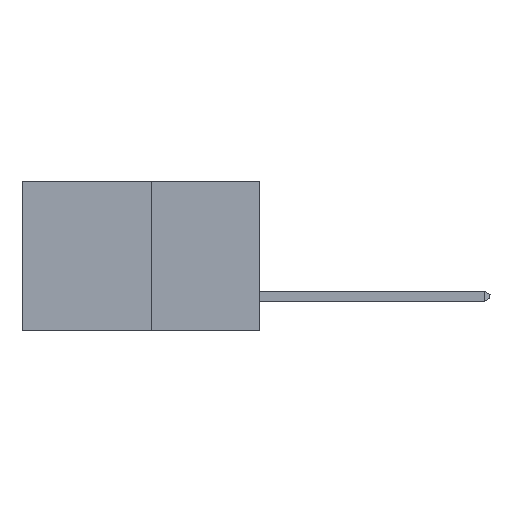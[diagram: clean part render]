
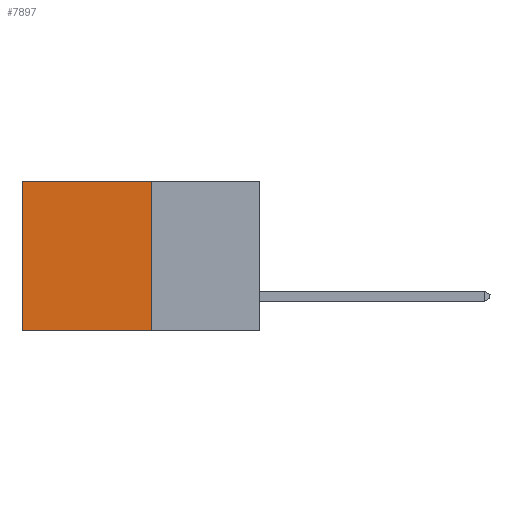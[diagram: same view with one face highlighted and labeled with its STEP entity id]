
A CAD part, left-side view. The second image highlights one B-rep face of the part: STEP entity #7897.
In plain terms, the highlighted planar face has unit normal (-1, 0, 0).
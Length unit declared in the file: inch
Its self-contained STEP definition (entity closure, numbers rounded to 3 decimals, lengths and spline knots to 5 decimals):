
#168 = VECTOR ( 'NONE', #2799, 39.37008 ) ;
#424 = LINE ( 'NONE', #811, #168 ) ;
#442 = DIRECTION ( 'NONE',  ( 0., 1., 0. ) ) ;
#482 = ORIENTED_EDGE ( 'NONE', *, *, #4287, .T. ) ;
#753 = CARTESIAN_POINT ( 'NONE',  ( 0.277, 0.27, 0. ) ) ;
#811 = CARTESIAN_POINT ( 'NONE',  ( 0.277, 0.59, -0.37 ) ) ;
#1102 = AXIS2_PLACEMENT_3D ( 'NONE', #9700, #9659, #9627 ) ;
#1805 = LINE ( 'NONE', #2330, #8115 ) ;
#1972 = CARTESIAN_POINT ( 'NONE',  ( 0.277, 0.27, 0. ) ) ;
#2092 = VERTEX_POINT ( 'NONE', #10057 ) ;
#2330 = CARTESIAN_POINT ( 'NONE',  ( 0.277, 0.27, -0.37 ) ) ;
#2789 = ORIENTED_EDGE ( 'NONE', *, *, #4439, .F. ) ;
#2799 = DIRECTION ( 'NONE',  ( 0., 0., -1. ) ) ;
#3174 = CARTESIAN_POINT ( 'NONE',  ( 0.277, 0.27, -0.37 ) ) ;
#3419 = ORIENTED_EDGE ( 'NONE', *, *, #4219, .F. ) ;
#3512 = VERTEX_POINT ( 'NONE', #3174 ) ;
#3683 = CARTESIAN_POINT ( 'NONE',  ( 0.277, 0.27, -0.37 ) ) ;
#4219 = EDGE_CURVE ( 'NONE', #3512, #8753, #8471, .T. ) ;
#4287 = EDGE_CURVE ( 'NONE', #8667, #2092, #5843, .T. ) ;
#4439 = EDGE_CURVE ( 'NONE', #8667, #3512, #1805, .T. ) ;
#4542 = DIRECTION ( 'NONE',  ( 0., 0., -1. ) ) ;
#5250 = EDGE_CURVE ( 'NONE', #2092, #8753, #424, .T. ) ;
#5622 = ORIENTED_EDGE ( 'NONE', *, *, #5250, .T. ) ;
#5673 = DIRECTION ( 'NONE',  ( 0., 1., 0. ) ) ;
#5843 = LINE ( 'NONE', #1972, #9758 ) ;
#6609 = VECTOR ( 'NONE', #5673, 39.37008 ) ;
#7014 = EDGE_LOOP ( 'NONE', ( #5622, #3419, #2789, #482 ) ) ;
#7195 = FACE_OUTER_BOUND ( 'NONE', #7014, .T. ) ;
#7897 = ADVANCED_FACE ( 'NONE', ( #7195 ), #9982, .F. ) ;
#8115 = VECTOR ( 'NONE', #4542, 39.37008 ) ;
#8471 = LINE ( 'NONE', #3683, #6609 ) ;
#8667 = VERTEX_POINT ( 'NONE', #753 ) ;
#8753 = VERTEX_POINT ( 'NONE', #9366 ) ;
#9366 = CARTESIAN_POINT ( 'NONE',  ( 0.277, 0.59, -0.37 ) ) ;
#9627 = DIRECTION ( 'NONE',  ( 0., 0., -1. ) ) ;
#9659 = DIRECTION ( 'NONE',  ( 1., 0., 0. ) ) ;
#9700 = CARTESIAN_POINT ( 'NONE',  ( 0.277, 0.27, -0.37 ) ) ;
#9758 = VECTOR ( 'NONE', #442, 39.37008 ) ;
#9982 = PLANE ( 'NONE',  #1102 ) ;
#10057 = CARTESIAN_POINT ( 'NONE',  ( 0.277, 0.59, 0. ) ) ;
